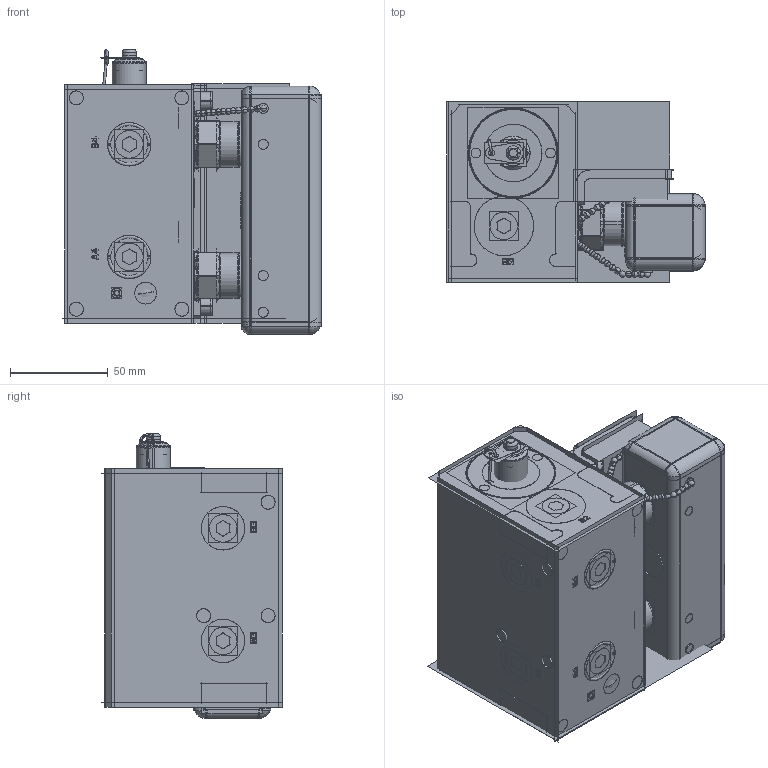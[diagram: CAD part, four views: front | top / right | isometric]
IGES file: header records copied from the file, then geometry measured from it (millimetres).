
Start section:  PTC IGES file: ilc56000540.igs
Global section: file name: ilc56000540.igs; native system: Creo Parametric by Parametric Technology Corporation; preprocessor: 2013320; author: npeters; organization: Unknown; date: 20200416.113452; units: inch
Bounding box: 132.01 x 92.46 x 145.75 mm (x, y, z)
Surface area: 259668 mm2 (no closed solid volume)
Topology: 0 solids, 0 shells, 2593 faces, 31368 edges, 37808 vertices
Faces by surface type: bspline 1438, revolution 1155
